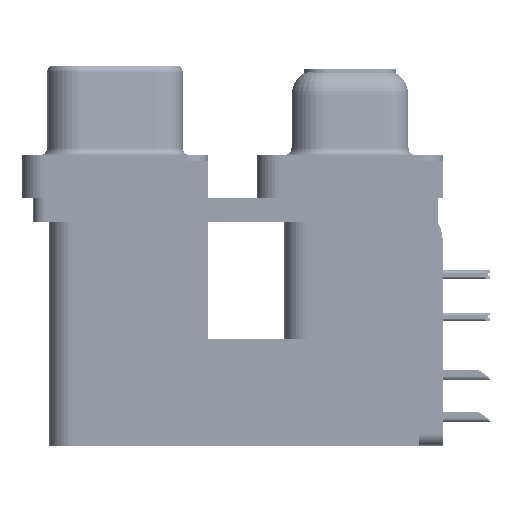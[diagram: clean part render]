
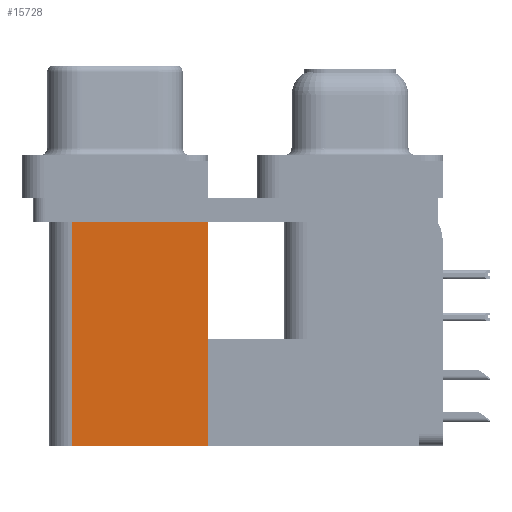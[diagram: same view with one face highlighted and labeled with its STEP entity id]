
A CAD part, left-side view. The second image highlights one B-rep face of the part: STEP entity #15728.
In plain terms, the highlighted planar face has unit normal (-1, 0, 0).
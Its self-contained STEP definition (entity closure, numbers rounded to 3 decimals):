
#3309 = CARTESIAN_POINT ( 'NONE',  ( 3.79, 9.6, -2.5 ) ) ;
#6508 = ORIENTED_EDGE ( 'NONE', *, *, #57864, .F. ) ;
#9135 = CARTESIAN_POINT ( 'NONE',  ( 3.79, 9.6, -2.5 ) ) ;
#9291 = EDGE_CURVE ( 'NONE', #44898, #67674, #23649, .T. ) ;
#11208 = DIRECTION ( 'NONE',  ( 0., 0., 1. ) ) ;
#12120 = ORIENTED_EDGE ( 'NONE', *, *, #65344, .T. ) ;
#14191 = DIRECTION ( 'NONE',  ( 1., 0., 0. ) ) ;
#15728 = ADVANCED_FACE ( 'NONE', ( #51125 ), #66864, .F. ) ;
#18687 = EDGE_LOOP ( 'NONE', ( #12120, #6508, #19732, #30894 ) ) ;
#19732 = ORIENTED_EDGE ( 'NONE', *, *, #9291, .F. ) ;
#20582 = VERTEX_POINT ( 'NONE', #24916 ) ;
#23111 = CARTESIAN_POINT ( 'NONE',  ( 3.79, 9.6, -19.2 ) ) ;
#23649 = LINE ( 'NONE', #33896, #62076 ) ;
#24916 = CARTESIAN_POINT ( 'NONE',  ( 3.79, 18.8, -2.5 ) ) ;
#25099 = AXIS2_PLACEMENT_3D ( 'NONE', #56616, #14191, #35006 ) ;
#28776 = DIRECTION ( 'NONE',  ( 0., 1., 0. ) ) ;
#29458 = EDGE_CURVE ( 'NONE', #44898, #31466, #40756, .T. ) ;
#29649 = LINE ( 'NONE', #9135, #58812 ) ;
#30894 = ORIENTED_EDGE ( 'NONE', *, *, #29458, .T. ) ;
#31466 = VERTEX_POINT ( 'NONE', #3309 ) ;
#33896 = CARTESIAN_POINT ( 'NONE',  ( 3.79, 9.6, -19.2 ) ) ;
#35006 = DIRECTION ( 'NONE',  ( 0., 0., -1. ) ) ;
#35945 = CARTESIAN_POINT ( 'NONE',  ( 3.79, 9.6, -19.2 ) ) ;
#36621 = DIRECTION ( 'NONE',  ( 0., 0., 1. ) ) ;
#38596 = VECTOR ( 'NONE', #36621, 1000. ) ;
#40756 = LINE ( 'NONE', #35945, #38596 ) ;
#44898 = VERTEX_POINT ( 'NONE', #23111 ) ;
#47469 = LINE ( 'NONE', #58078, #49496 ) ;
#49496 = VECTOR ( 'NONE', #11208, 1000. ) ;
#51125 = FACE_OUTER_BOUND ( 'NONE', #18687, .T. ) ;
#55013 = DIRECTION ( 'NONE',  ( 0., 1., 0. ) ) ;
#56616 = CARTESIAN_POINT ( 'NONE',  ( 3.79, 9.6, -19.2 ) ) ;
#57864 = EDGE_CURVE ( 'NONE', #67674, #20582, #47469, .T. ) ;
#58078 = CARTESIAN_POINT ( 'NONE',  ( 3.79, 18.8, -19.2 ) ) ;
#58812 = VECTOR ( 'NONE', #55013, 1000. ) ;
#62076 = VECTOR ( 'NONE', #28776, 1000. ) ;
#63050 = CARTESIAN_POINT ( 'NONE',  ( 3.79, 18.8, -19.2 ) ) ;
#65344 = EDGE_CURVE ( 'NONE', #31466, #20582, #29649, .T. ) ;
#66864 = PLANE ( 'NONE',  #25099 ) ;
#67674 = VERTEX_POINT ( 'NONE', #63050 ) ;
